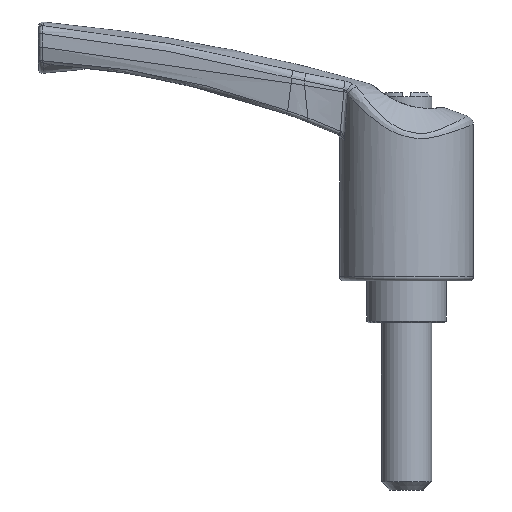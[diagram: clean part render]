
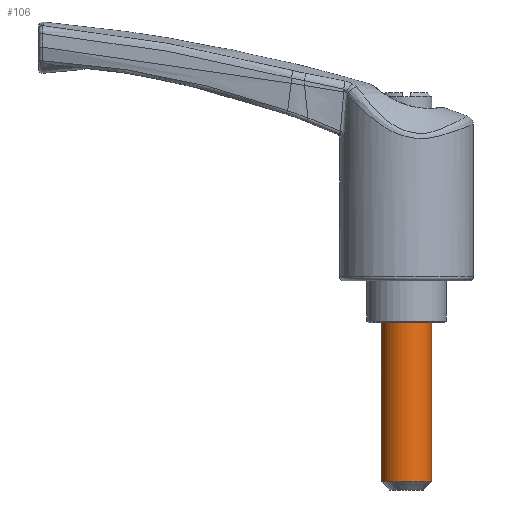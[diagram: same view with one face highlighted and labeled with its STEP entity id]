
A CAD part, left-side view. The second image highlights one B-rep face of the part: STEP entity #106.
In plain terms, the highlighted cylindrical face has radius 3 mm (diameter 6 mm), a full revolution.
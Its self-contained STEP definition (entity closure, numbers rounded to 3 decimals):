
#106 = ADVANCED_FACE( '', ( #275, #276 ), #277, .T. );
#275 = FACE_OUTER_BOUND( '', #956, .T. );
#276 = FACE_OUTER_BOUND( '', #957, .T. );
#277 = CYLINDRICAL_SURFACE( '', #958, 3. );
#956 = EDGE_LOOP( '', ( #4853 ) );
#957 = EDGE_LOOP( '', ( #4854 ) );
#958 = AXIS2_PLACEMENT_3D( '', #4855, #4856, #4857 );
#4853 = ORIENTED_EDGE( '', *, *, #5312, .T. );
#4854 = ORIENTED_EDGE( '', *, *, #5313, .T. );
#4855 = CARTESIAN_POINT( '', ( 0., 0., -25. ) );
#4856 = DIRECTION( '', ( 0., 0., -1. ) );
#4857 = DIRECTION( '', ( 1., 0., 0. ) );
#5312 = EDGE_CURVE( '', #5566, #5566, #5567, .F. );
#5313 = EDGE_CURVE( '', #5568, #5568, #5569, .T. );
#5566 = VERTEX_POINT( '', #6285 );
#5567 = CIRCLE( '', #6286, 3. );
#5568 = VERTEX_POINT( '', #6287 );
#5569 = CIRCLE( '', #6288, 3. );
#6285 = CARTESIAN_POINT( '', ( -3., 0., -24. ) );
#6286 = AXIS2_PLACEMENT_3D( '', #8571, #8572, #8573 );
#6287 = CARTESIAN_POINT( '', ( 0., 3., -5. ) );
#6288 = AXIS2_PLACEMENT_3D( '', #8574, #8575, #8576 );
#8571 = CARTESIAN_POINT( '', ( 0., 0., -24. ) );
#8572 = DIRECTION( '', ( 0., 0., -1. ) );
#8573 = DIRECTION( '', ( -1., 0., 0. ) );
#8574 = CARTESIAN_POINT( '', ( 0., 0., -5. ) );
#8575 = DIRECTION( '', ( 0., 0., -1. ) );
#8576 = DIRECTION( '', ( 0., 1., 0. ) );
